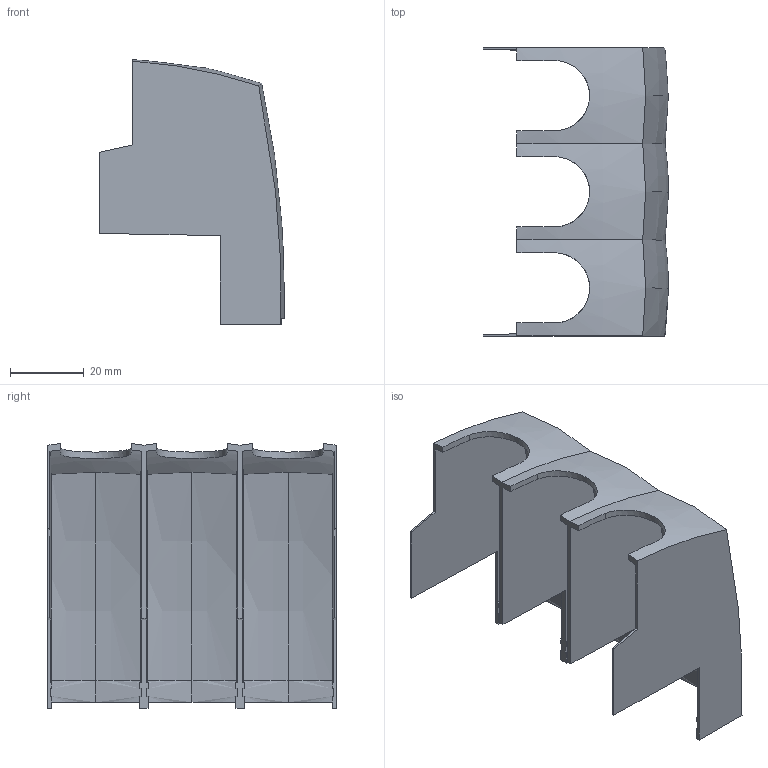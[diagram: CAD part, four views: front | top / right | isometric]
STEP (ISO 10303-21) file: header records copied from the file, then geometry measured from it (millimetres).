
FILE_DESCRIPTION (( 'STEP AP214' ), '1' );
FILE_NAME ('22943016.step', '2016-05-09T12:20:25', ( '' ), ( '' ), 'SwSTEP 2.0', 'SolidWorks 2015', '' );
FILE_SCHEMA (( 'AUTOMOTIVE_DESIGN' ));
Length unit declared in the file: inch
Products named in the file (1): 22943016
Bounding box: 50.05 x 78 x 71.63 mm (x, y, z)
Volume: 20770.3 mm3; surface area: 29943.1 mm2
Topology: 1 solids, 1 shells, 102 faces, 295 edges, 195 vertices
Faces by surface type: plane 73, bspline 14, cylinder 9, torus 6
Entity records: 3866 total; most frequent: CARTESIAN_POINT 1305, ORIENTED_EDGE 590, DIRECTION 449, EDGE_CURVE 295, VERTEX_POINT 195, VECTOR 173, LINE 173, AXIS2_PLACEMENT_3D 138
